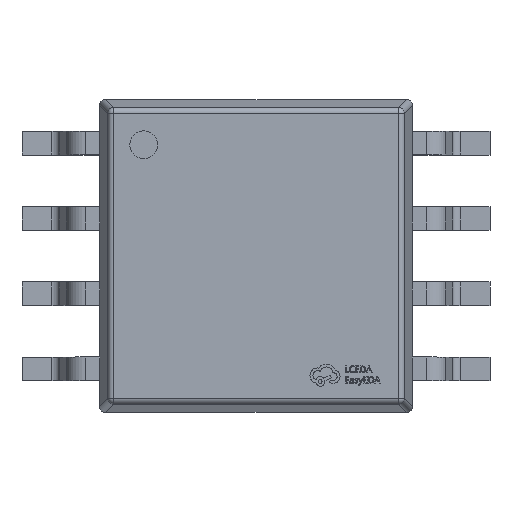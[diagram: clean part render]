
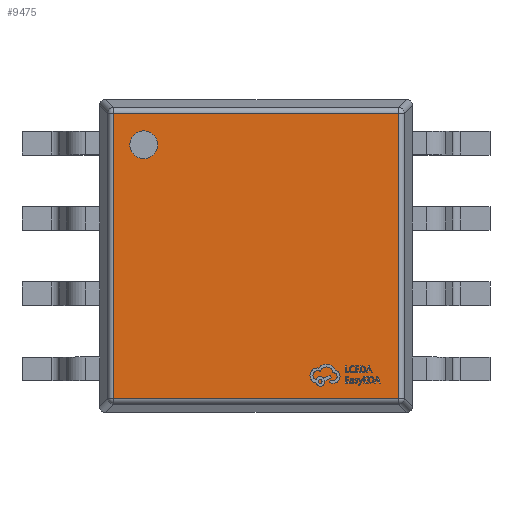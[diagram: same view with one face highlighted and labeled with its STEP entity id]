
A CAD part, top view. The second image highlights one B-rep face of the part: STEP entity #9475.
In plain terms, the highlighted planar face has unit normal (0, 0, 1).
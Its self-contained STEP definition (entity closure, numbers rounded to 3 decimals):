
#776 = EDGE_CURVE ( 'NONE', #5729, #8798, #4452, .T. ) ;
#794 = AXIS2_PLACEMENT_3D ( 'NONE', #1302, #17945, #15921 ) ;
#1156 = DIRECTION ( 'NONE',  ( -1., 0., 0. ) ) ;
#1302 = CARTESIAN_POINT ( 'NONE',  ( -1.894, 1.875, 1.9 ) ) ;
#1609 = CARTESIAN_POINT ( 'NONE',  ( 0., -2.406, 1.9 ) ) ;
#1863 = EDGE_CURVE ( 'NONE', #22289, #14472, #22256, .T. ) ;
#1976 = FACE_BOUND ( 'NONE', #16668, .T. ) ;
#2456 = EDGE_CURVE ( 'NONE', #9270, #5729, #2483, .T. ) ;
#2483 = LINE ( 'NONE', #2615, #23024 ) ;
#2615 = CARTESIAN_POINT ( 'NONE',  ( 0., 2.406, 1.9 ) ) ;
#2998 = VECTOR ( 'NONE', #8627, 1000. ) ;
#3212 = ORIENTED_EDGE ( 'NONE', *, *, #2456, .T. ) ;
#3435 = ORIENTED_EDGE ( 'NONE', *, *, #9723, .T. ) ;
#3818 = CARTESIAN_POINT ( 'NONE',  ( -2.13, 1.875, 1.9 ) ) ;
#3979 = CARTESIAN_POINT ( 'NONE',  ( -2.406, -2.406, 1.9 ) ) ;
#4165 = CARTESIAN_POINT ( 'NONE',  ( 2.406, 2.406, 1.9 ) ) ;
#4417 = EDGE_LOOP ( 'NONE', ( #3435, #3212, #13821, #23104 ) ) ;
#4452 = LINE ( 'NONE', #8107, #6899 ) ;
#5218 = DIRECTION ( 'NONE',  ( 0., 0., 1. ) ) ;
#5335 = CARTESIAN_POINT ( 'NONE',  ( -1.894, 1.875, 1.9 ) ) ;
#5375 = EDGE_CURVE ( 'NONE', #14472, #22289, #11453, .T. ) ;
#5729 = VERTEX_POINT ( 'NONE', #13855 ) ;
#6899 = VECTOR ( 'NONE', #22803, 1000. ) ;
#7517 = EDGE_CURVE ( 'NONE', #8798, #21088, #12342, .T. ) ;
#8107 = CARTESIAN_POINT ( 'NONE',  ( -2.406, 0., 1.9 ) ) ;
#8627 = DIRECTION ( 'NONE',  ( 1., 0., 0. ) ) ;
#8798 = VERTEX_POINT ( 'NONE', #3979 ) ;
#9270 = VERTEX_POINT ( 'NONE', #4165 ) ;
#9347 = PLANE ( 'NONE',  #22402 ) ;
#9475 = ADVANCED_FACE ( 'NONE', ( #1976, #14672 ), #9347, .T. ) ;
#9723 = EDGE_CURVE ( 'NONE', #21088, #9270, #15905, .T. ) ;
#10734 = CARTESIAN_POINT ( 'NONE',  ( -1.659, 1.875, 1.9 ) ) ;
#11453 = CIRCLE ( 'NONE', #794, 0.235 ) ;
#11719 = CARTESIAN_POINT ( 'NONE',  ( 2.406, 0., 1.9 ) ) ;
#12342 = LINE ( 'NONE', #1609, #2998 ) ;
#13288 = CARTESIAN_POINT ( 'NONE',  ( 2.406, -2.406, 1.9 ) ) ;
#13821 = ORIENTED_EDGE ( 'NONE', *, *, #776, .T. ) ;
#13855 = CARTESIAN_POINT ( 'NONE',  ( -2.406, 2.406, 1.9 ) ) ;
#14472 = VERTEX_POINT ( 'NONE', #3818 ) ;
#14672 = FACE_OUTER_BOUND ( 'NONE', #4417, .T. ) ;
#14910 = CARTESIAN_POINT ( 'NONE',  ( 0., 0., 1.9 ) ) ;
#14969 = VECTOR ( 'NONE', #15341, 1000. ) ;
#15341 = DIRECTION ( 'NONE',  ( 0., 1., 0. ) ) ;
#15905 = LINE ( 'NONE', #11719, #14969 ) ;
#15921 = DIRECTION ( 'NONE',  ( 1., 0., 0. ) ) ;
#16668 = EDGE_LOOP ( 'NONE', ( #20080, #22491 ) ) ;
#17621 = AXIS2_PLACEMENT_3D ( 'NONE', #5335, #5218, #21779 ) ;
#17945 = DIRECTION ( 'NONE',  ( 0., 0., 1. ) ) ;
#18243 = DIRECTION ( 'NONE',  ( 0., 0., 1. ) ) ;
#20080 = ORIENTED_EDGE ( 'NONE', *, *, #1863, .F. ) ;
#21088 = VERTEX_POINT ( 'NONE', #13288 ) ;
#21779 = DIRECTION ( 'NONE',  ( 1., 0., 0. ) ) ;
#22256 = CIRCLE ( 'NONE', #17621, 0.235 ) ;
#22289 = VERTEX_POINT ( 'NONE', #10734 ) ;
#22347 = DIRECTION ( 'NONE',  ( 1., 0., 0. ) ) ;
#22402 = AXIS2_PLACEMENT_3D ( 'NONE', #14910, #18243, #22347 ) ;
#22491 = ORIENTED_EDGE ( 'NONE', *, *, #5375, .F. ) ;
#22803 = DIRECTION ( 'NONE',  ( 0., -1., 0. ) ) ;
#23024 = VECTOR ( 'NONE', #1156, 1000. ) ;
#23104 = ORIENTED_EDGE ( 'NONE', *, *, #7517, .T. ) ;
